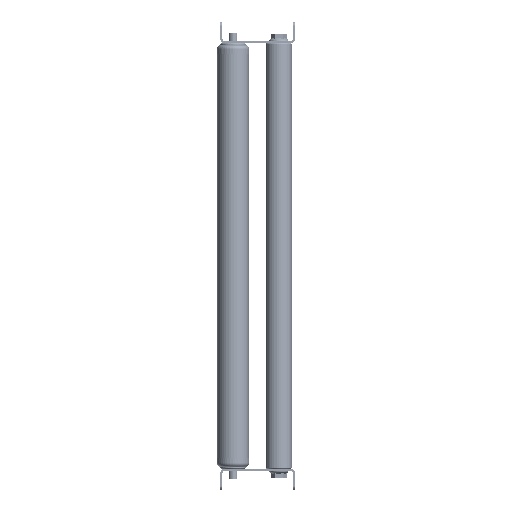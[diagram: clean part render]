
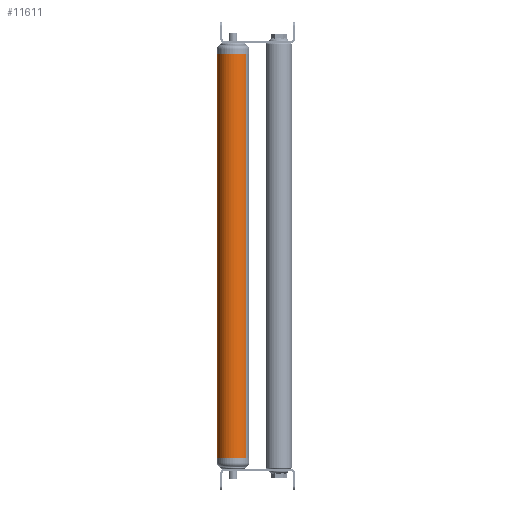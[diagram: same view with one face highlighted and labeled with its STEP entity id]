
A CAD part, left-side view. The second image highlights one B-rep face of the part: STEP entity #11611.
In plain terms, the highlighted cylindrical face has radius 15 mm (diameter 30 mm), a partial arc.
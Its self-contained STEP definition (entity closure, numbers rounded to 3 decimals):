
#96 = DIRECTION ( 'NONE',  ( 1., 0., 0. ) ) ;
#2312 = CARTESIAN_POINT ( 'NONE',  ( 0., 0., -15. ) ) ;
#2585 = DIRECTION ( 'NONE',  ( 0., 0., -1. ) ) ;
#2832 = EDGE_CURVE ( 'NONE', #32938, #24354, #26773, .T. ) ;
#3134 = DIRECTION ( 'NONE',  ( -1., 0., 0. ) ) ;
#3782 = VERTEX_POINT ( 'NONE', #2312 ) ;
#3838 = LINE ( 'NONE', #15084, #8374 ) ;
#4850 = CARTESIAN_POINT ( 'NONE',  ( 380., 0., -15. ) ) ;
#5464 = ORIENTED_EDGE ( 'NONE', *, *, #12907, .T. ) ;
#6782 = DIRECTION ( 'NONE',  ( -1., 0., 0. ) ) ;
#8374 = VECTOR ( 'NONE', #6782, 1000. ) ;
#10985 = EDGE_CURVE ( 'NONE', #32938, #3782, #29785, .T. ) ;
#11611 = ADVANCED_FACE ( 'NONE', ( #16605 ), #14023, .T. ) ;
#11893 = ORIENTED_EDGE ( 'NONE', *, *, #10985, .T. ) ;
#12165 = CARTESIAN_POINT ( 'NONE',  ( 380., 0., 15. ) ) ;
#12907 = EDGE_CURVE ( 'NONE', #3782, #32499, #15228, .T. ) ;
#14023 = CYLINDRICAL_SURFACE ( 'NONE', #35701, 15. ) ;
#14127 = CARTESIAN_POINT ( 'NONE',  ( 0., 0., 0. ) ) ;
#15084 = CARTESIAN_POINT ( 'NONE',  ( 380., 0., 15. ) ) ;
#15228 = CIRCLE ( 'NONE', #21725, 15. ) ;
#16605 = FACE_OUTER_BOUND ( 'NONE', #27931, .T. ) ;
#19221 = ORIENTED_EDGE ( 'NONE', *, *, #2832, .F. ) ;
#20748 = DIRECTION ( 'NONE',  ( 0., 0., -1. ) ) ;
#21105 = DIRECTION ( 'NONE',  ( -1., 0., 0. ) ) ;
#21725 = AXIS2_PLACEMENT_3D ( 'NONE', #14127, #96, #20748 ) ;
#21897 = EDGE_CURVE ( 'NONE', #24354, #32499, #3838, .T. ) ;
#22502 = CARTESIAN_POINT ( 'NONE',  ( 380., 0., 0. ) ) ;
#23845 = CARTESIAN_POINT ( 'NONE',  ( 380., 0., -15. ) ) ;
#24354 = VERTEX_POINT ( 'NONE', #12165 ) ;
#24432 = AXIS2_PLACEMENT_3D ( 'NONE', #22502, #25791, #2585 ) ;
#25442 = DIRECTION ( 'NONE',  ( 0., 0., 1. ) ) ;
#25791 = DIRECTION ( 'NONE',  ( 1., 0., 0. ) ) ;
#26773 = CIRCLE ( 'NONE', #24432, 15. ) ;
#26829 = ORIENTED_EDGE ( 'NONE', *, *, #21897, .F. ) ;
#27931 = EDGE_LOOP ( 'NONE', ( #19221, #11893, #5464, #26829 ) ) ;
#28236 = CARTESIAN_POINT ( 'NONE',  ( 380., 0., 0. ) ) ;
#29785 = LINE ( 'NONE', #23845, #29819 ) ;
#29819 = VECTOR ( 'NONE', #21105, 1000. ) ;
#32499 = VERTEX_POINT ( 'NONE', #35495 ) ;
#32938 = VERTEX_POINT ( 'NONE', #4850 ) ;
#35495 = CARTESIAN_POINT ( 'NONE',  ( 0., 0., 15. ) ) ;
#35701 = AXIS2_PLACEMENT_3D ( 'NONE', #28236, #3134, #25442 ) ;
